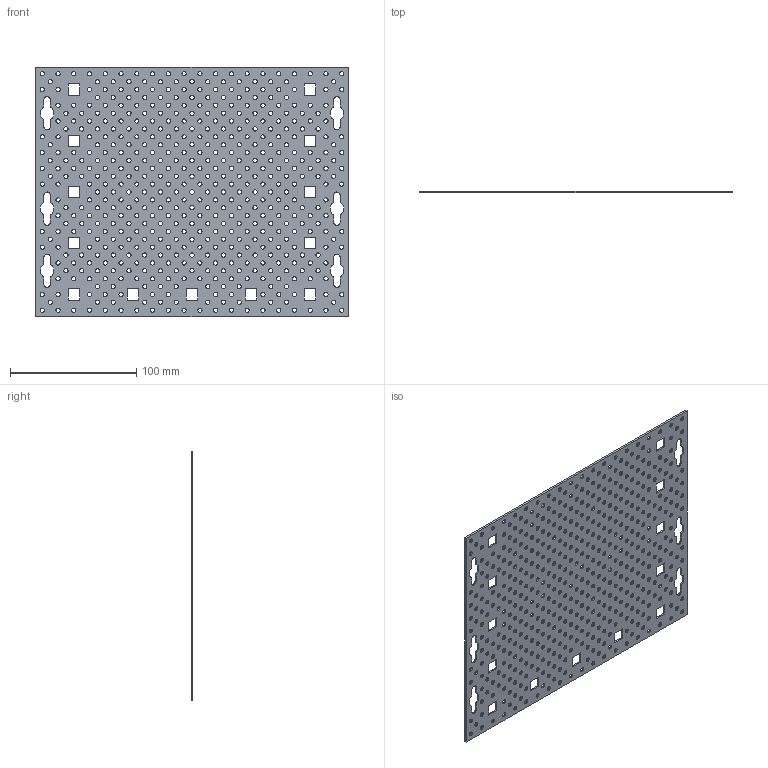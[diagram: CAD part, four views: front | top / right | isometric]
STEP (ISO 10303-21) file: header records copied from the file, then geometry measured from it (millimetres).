
FILE_DESCRIPTION (( 'STEP AP214' ), '1' );
FILE_NAME ('TI5-50D-MPP TITAN 5 Ïëàòà ìîíòàæíàÿ ìîäóëüíàÿ ïåðôîðèðîâàííàÿ IEK.STEP', '2024-12-06T12:02:09', ( '' ), ( '' ), 'SwSTEP 2.0', 'SolidWorks 2022', '' );
FILE_SCHEMA (( 'AUTOMOTIVE_DESIGN' ));
Length unit declared in the file: millimetre
Products named in the file (1): TI5-50D-MPP TITAN 5 Плата монтажная модульная перфорированная IEK
Bounding box: 248 x 1.2 x 198 mm (x, y, z)
Volume: 50727.2 mm3; surface area: 93360.9 mm2
Topology: 1 solids, 1 shells, 1162 faces, 3480 edges, 2320 vertices
Faces by surface type: cylinder 1080, plane 82
Entity records: 42674 total; most frequent: DIRECTION 7966, CARTESIAN_POINT 6963, ORIENTED_EDGE 6960, EDGE_CURVE 3480, AXIS2_PLACEMENT_3D 3323, VERTEX_POINT 2320, EDGE_LOOP 2250, CIRCLE 2160
